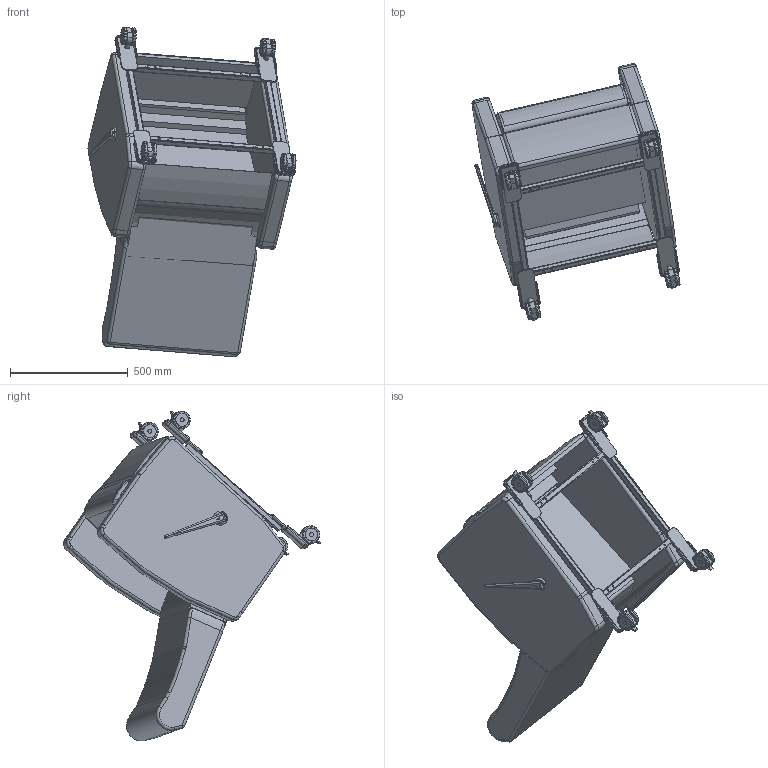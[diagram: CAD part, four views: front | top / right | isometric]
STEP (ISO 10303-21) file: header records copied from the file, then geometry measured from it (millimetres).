
FILE_DESCRIPTION(/* description */ (''),/* implementation_level */ '2;1');
FILE_NAME(/* name */ 'R1307F.stp',/* time_stamp */ '2017-09-27T16:32:29-04:00',/* author */ ('emehringer'),/* organization */ (''),/* preprocessor_version */ 'ST-DEVELOPER v16.5',/* originating_system */ 'Autodesk Inventor 2017',/* authorisation */ '');
FILE_SCHEMA (('AUTOMOTIVE_DESIGN { 1 0 10303 214 3 1 1 }'));
Length unit declared in the file: inch
Products named in the file (14): R1307F; HANDLE 3/4 BLK; USEAT 1304; OD1305 UKO; CAST COL 3"LC; CAST COL LOCK; CAST COL 3IN CENTER; CAST COL 3IN WHEEL; CAST COL 3IN INNER WHEEL; PLATFORM 1309-1 (generic); CASTER BOOT BLK; HA1305 UBACK; E1304 UARM; H1010 UBACK COVER
Assembly tree (22 placements, depth 3):
  R1307F
    HANDLE 3/4 BLK
    USEAT 1304
    OD1305 UKO
    CAST COL 3"LC  x4
      CAST COL 3IN WHEEL
      CAST COL LOCK
      CAST COL 3IN CENTER
      CAST COL 3IN INNER WHEEL
    PLATFORM 1309-1 (generic)
    CASTER BOOT BLK  x4
    HA1305 UBACK
    E1304 UARM  x2
    H1010 UBACK COVER
Bounding box: 885.04 x 1093.57 x 1403.12 mm (x, y, z)
Volume: 151418305.2 mm3; surface area: 5511632.9 mm2
Topology: 36 solids, 36 shells, 1042 faces, 2464 edges, 1485 vertices
Faces by surface type: cylinder 406, plane 336, torus 160, bspline 87, sphere 52, cone 1
Full cylindrical faces by diameter (mm): 5.334 x1, 7.937 x4, 7.938 x4, 9.525 x8, 9.541 x1, 17.462 x4, 17.475 x4, 17.526 x8, 20.747 x4, 42.037 x1, 55.88 x8, 55.956 x8, 60.325 x1, 75.006 x8
Entity records: 19864 total; most frequent: CARTESIAN_POINT 5500, DIRECTION 2956, ORIENTED_EDGE 2834, EDGE_CURVE 1417, AXIS2_PLACEMENT_3D 1108, VERTEX_POINT 871, LINE 740, VECTOR 740
